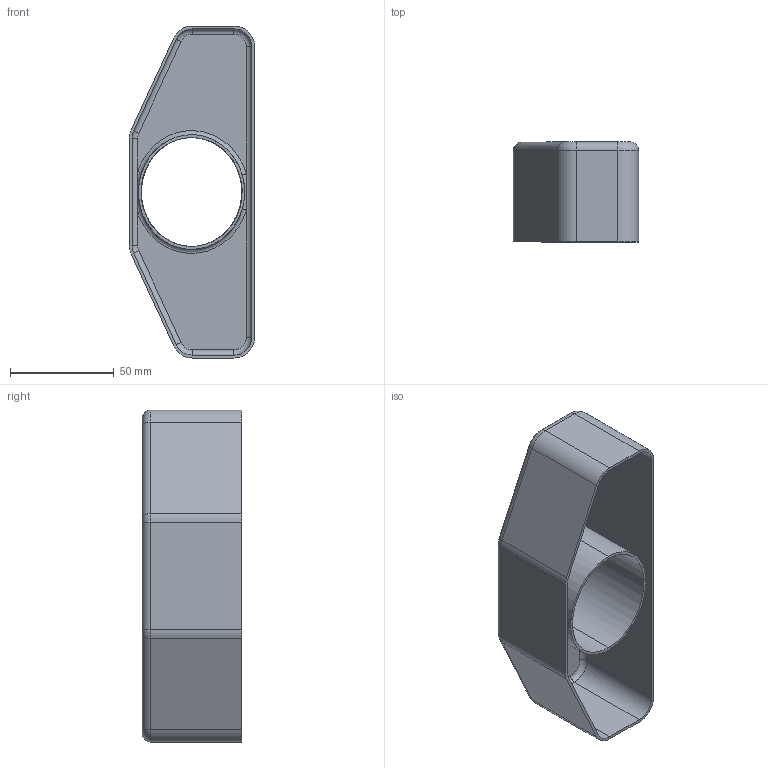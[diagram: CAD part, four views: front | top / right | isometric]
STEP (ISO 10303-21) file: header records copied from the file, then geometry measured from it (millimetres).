
FILE_DESCRIPTION (( 'STEP AP214' ), '1' );
FILE_NAME ('Base.STEP', '2025-10-07T05:24:12', ( '' ), ( '' ), '' );
FILE_SCHEMA (( 'Electronic_design' ));
Length unit declared in the file: millimetre
Products named in the file (1): Base
Bounding box: 60.4 x 48 x 160 mm (x, y, z)
Volume: 43070.6 mm3; surface area: 63376.1 mm2
Topology: 1 solids, 1 shells, 65 faces, 156 edges, 94 vertices
Faces by surface type: cylinder 24, plane 19, torus 12, bspline 10
Entity records: 2552 total; most frequent: CARTESIAN_POINT 1054, ORIENTED_EDGE 312, DIRECTION 310, EDGE_CURVE 156, AXIS2_PLACEMENT_3D 120, VERTEX_POINT 94, VECTOR 70, LINE 70
